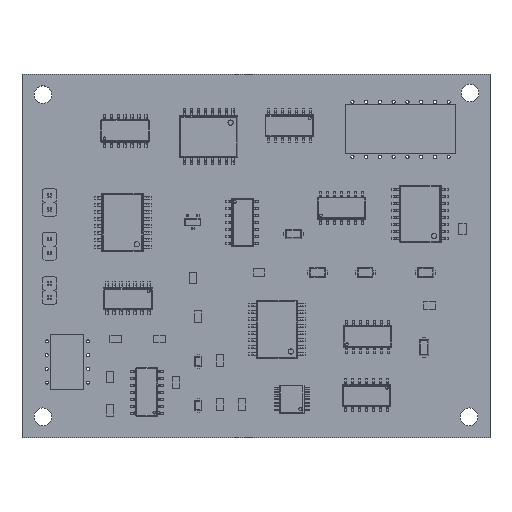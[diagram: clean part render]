
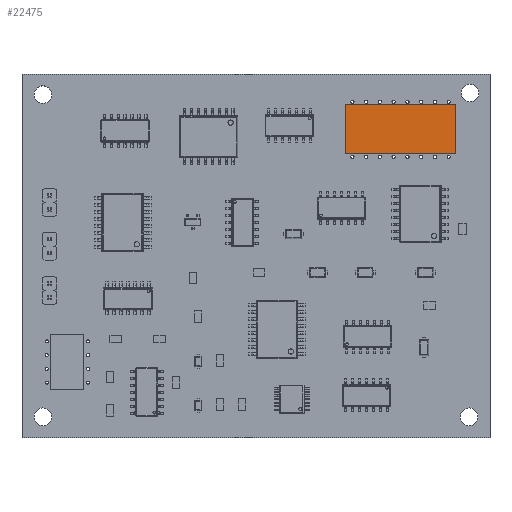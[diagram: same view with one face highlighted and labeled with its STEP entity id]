
A CAD part, top view. The second image highlights one B-rep face of the part: STEP entity #22475.
In plain terms, the highlighted planar face has unit normal (0, 0, 1).
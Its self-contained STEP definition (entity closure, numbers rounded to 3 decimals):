
#22346 = VERTEX_POINT('',#22347);
#22347 = CARTESIAN_POINT('',(10.,4.5,5.));
#22353 = EDGE_CURVE('',#22346,#22354,#22356,.T.);
#22354 = VERTEX_POINT('',#22355);
#22355 = CARTESIAN_POINT('',(10.,-4.5,5.));
#22356 = LINE('',#22357,#22358);
#22357 = CARTESIAN_POINT('',(10.,4.5,5.));
#22358 = VECTOR('',#22359,1.);
#22359 = DIRECTION('',(0.,-1.,0.));
#22384 = EDGE_CURVE('',#22354,#22385,#22387,.T.);
#22385 = VERTEX_POINT('',#22386);
#22386 = CARTESIAN_POINT('',(-10.,-4.5,5.));
#22387 = LINE('',#22388,#22389);
#22388 = CARTESIAN_POINT('',(10.,-4.5,5.));
#22389 = VECTOR('',#22390,1.);
#22390 = DIRECTION('',(-1.,0.,0.));
#22415 = EDGE_CURVE('',#22385,#22416,#22418,.T.);
#22416 = VERTEX_POINT('',#22417);
#22417 = CARTESIAN_POINT('',(-10.,4.5,5.));
#22418 = LINE('',#22419,#22420);
#22419 = CARTESIAN_POINT('',(-10.,-4.5,5.));
#22420 = VECTOR('',#22421,1.);
#22421 = DIRECTION('',(0.,1.,0.));
#22446 = EDGE_CURVE('',#22416,#22346,#22447,.T.);
#22447 = LINE('',#22448,#22449);
#22448 = CARTESIAN_POINT('',(-10.,4.5,5.));
#22449 = VECTOR('',#22450,1.);
#22450 = DIRECTION('',(1.,0.,0.));
#22475 = ADVANCED_FACE('',(#22476),#22482,.T.);
#22476 = FACE_BOUND('',#22477,.F.);
#22477 = EDGE_LOOP('',(#22478,#22479,#22480,#22481));
#22478 = ORIENTED_EDGE('',*,*,#22353,.T.);
#22479 = ORIENTED_EDGE('',*,*,#22384,.T.);
#22480 = ORIENTED_EDGE('',*,*,#22415,.T.);
#22481 = ORIENTED_EDGE('',*,*,#22446,.T.);
#22482 = PLANE('',#22483);
#22483 = AXIS2_PLACEMENT_3D('',#22484,#22485,#22486);
#22484 = CARTESIAN_POINT('',(10.,4.5,5.));
#22485 = DIRECTION('',(0.,0.,1.));
#22486 = DIRECTION('',(1.,0.,0.));
